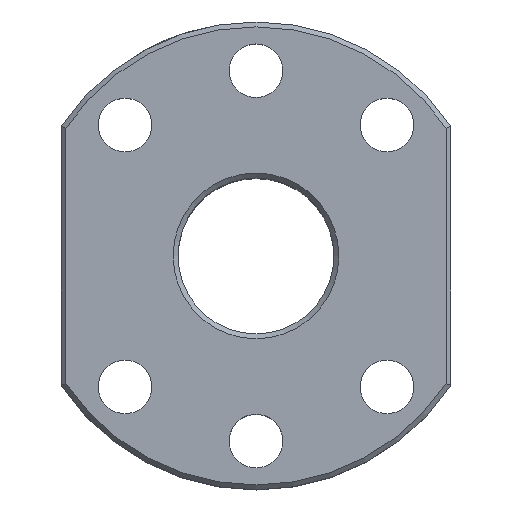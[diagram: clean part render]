
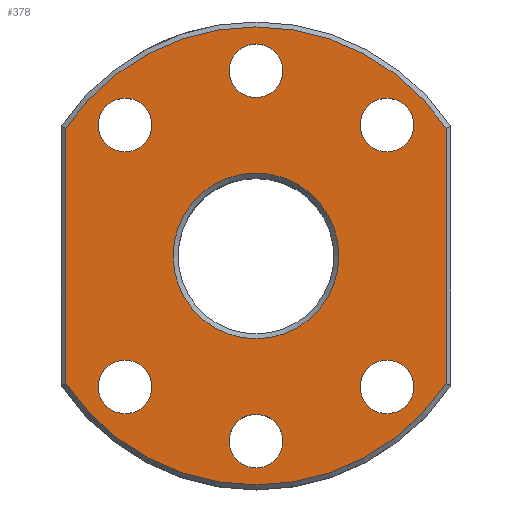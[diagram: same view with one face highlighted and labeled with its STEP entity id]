
A CAD part, top view. The second image highlights one B-rep face of the part: STEP entity #378.
In plain terms, the highlighted planar face has unit normal (0, 0, 1).
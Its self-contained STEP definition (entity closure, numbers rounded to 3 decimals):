
#123=PLANE('',#3423);
#378=ADVANCED_FACE('',(#897,#898,#899,#900,#901,#902,#903,#904),#123,.T.);
#897=FACE_BOUND('',#974,.T.);
#898=FACE_BOUND('',#975,.T.);
#899=FACE_BOUND('',#976,.T.);
#900=FACE_BOUND('',#977,.T.);
#901=FACE_BOUND('',#978,.T.);
#902=FACE_BOUND('',#979,.T.);
#903=FACE_BOUND('',#980,.T.);
#904=FACE_BOUND('',#981,.T.);
#974=EDGE_LOOP('',(#1749,#1750,#1751,#1752));
#975=EDGE_LOOP('',(#1753));
#976=EDGE_LOOP('',(#1754));
#977=EDGE_LOOP('',(#1755));
#978=EDGE_LOOP('',(#1756));
#979=EDGE_LOOP('',(#1757));
#980=EDGE_LOOP('',(#1758));
#981=EDGE_LOOP('',(#1759));
#1211=LINE('',#5113,#1386);
#1212=LINE('',#5117,#1387);
#1386=VECTOR('',#3685,1.);
#1387=VECTOR('',#3688,1.);
#1749=ORIENTED_EDGE('',*,*,#2971,.T.);
#1750=ORIENTED_EDGE('',*,*,#2972,.T.);
#1751=ORIENTED_EDGE('',*,*,#2973,.T.);
#1752=ORIENTED_EDGE('',*,*,#2974,.T.);
#1753=ORIENTED_EDGE('',*,*,#2975,.T.);
#1754=ORIENTED_EDGE('',*,*,#2967,.T.);
#1755=ORIENTED_EDGE('',*,*,#2965,.F.);
#1756=ORIENTED_EDGE('',*,*,#2963,.F.);
#1757=ORIENTED_EDGE('',*,*,#2961,.T.);
#1758=ORIENTED_EDGE('',*,*,#2959,.F.);
#1759=ORIENTED_EDGE('',*,*,#2969,.T.);
#2643=VERTEX_POINT('',#5081);
#2645=VERTEX_POINT('',#5086);
#2647=VERTEX_POINT('',#5091);
#2649=VERTEX_POINT('',#5096);
#2651=VERTEX_POINT('',#5101);
#2653=VERTEX_POINT('',#5106);
#2655=VERTEX_POINT('',#5111);
#2656=VERTEX_POINT('',#5112);
#2657=VERTEX_POINT('',#5114);
#2658=VERTEX_POINT('',#5116);
#2659=VERTEX_POINT('',#5119);
#2959=EDGE_CURVE('',#2643,#2643,#3320,.T.);
#2961=EDGE_CURVE('',#2645,#2645,#3322,.T.);
#2963=EDGE_CURVE('',#2647,#2647,#3324,.T.);
#2965=EDGE_CURVE('',#2649,#2649,#3326,.T.);
#2967=EDGE_CURVE('',#2651,#2651,#3328,.T.);
#2969=EDGE_CURVE('',#2653,#2653,#3330,.T.);
#2971=EDGE_CURVE('',#2655,#2656,#3332,.T.);
#2972=EDGE_CURVE('',#2656,#2657,#1211,.T.);
#2973=EDGE_CURVE('',#2657,#2658,#3333,.T.);
#2974=EDGE_CURVE('',#2658,#2655,#1212,.T.);
#2975=EDGE_CURVE('',#2659,#2659,#3334,.T.);
#3320=CIRCLE('',#3402,2.75);
#3322=CIRCLE('',#3405,2.75);
#3324=CIRCLE('',#3408,2.75);
#3326=CIRCLE('',#3411,2.75);
#3328=CIRCLE('',#3414,2.75);
#3330=CIRCLE('',#3417,2.75);
#3332=CIRCLE('',#3420,23.5);
#3333=CIRCLE('',#3421,23.5);
#3334=CIRCLE('',#3422,8.5);
#3402=AXIS2_PLACEMENT_3D('',#5080,#3647,#3648);
#3405=AXIS2_PLACEMENT_3D('',#5085,#3653,#3654);
#3408=AXIS2_PLACEMENT_3D('',#5090,#3659,#3660);
#3411=AXIS2_PLACEMENT_3D('',#5095,#3665,#3666);
#3414=AXIS2_PLACEMENT_3D('',#5100,#3671,#3672);
#3417=AXIS2_PLACEMENT_3D('',#5105,#3677,#3678);
#3420=AXIS2_PLACEMENT_3D('',#5110,#3683,#3684);
#3421=AXIS2_PLACEMENT_3D('',#5115,#3686,#3687);
#3422=AXIS2_PLACEMENT_3D('',#5118,#3689,#3690);
#3423=AXIS2_PLACEMENT_3D('',#5120,#3691,#3692);
#3647=DIRECTION('',(0.,0.,1.));
#3648=DIRECTION('',(1.,0.,0.));
#3653=DIRECTION('',(0.,0.,-1.));
#3654=DIRECTION('',(1.,0.,0.));
#3659=DIRECTION('',(0.,0.,1.));
#3660=DIRECTION('',(1.,0.,0.));
#3665=DIRECTION('',(0.,0.,1.));
#3666=DIRECTION('',(-1.,0.,0.));
#3671=DIRECTION('',(0.,0.,-1.));
#3672=DIRECTION('',(-1.,0.,0.));
#3677=DIRECTION('',(0.,0.,-1.));
#3678=DIRECTION('',(1.,0.,0.));
#3683=DIRECTION('',(0.,0.,1.));
#3684=DIRECTION('',(1.,0.,0.));
#3685=DIRECTION('',(0.,-1.,0.));
#3686=DIRECTION('',(0.,0.,1.));
#3687=DIRECTION('',(1.,0.,0.));
#3688=DIRECTION('',(0.,1.,0.));
#3689=DIRECTION('',(0.,0.,-1.));
#3690=DIRECTION('',(1.,0.,0.));
#3691=DIRECTION('',(0.,0.,1.));
#3692=DIRECTION('',(1.,0.,0.));
#5080=CARTESIAN_POINT('',(-13.435,13.435,0.));
#5081=CARTESIAN_POINT('',(-10.685,13.435,0.));
#5085=CARTESIAN_POINT('',(-13.435,-13.435,0.));
#5086=CARTESIAN_POINT('',(-10.685,-13.435,0.));
#5090=CARTESIAN_POINT('',(0.,19.,0.));
#5091=CARTESIAN_POINT('',(2.75,19.,0.));
#5095=CARTESIAN_POINT('',(13.435,-13.435,0.));
#5096=CARTESIAN_POINT('',(10.685,-13.435,0.));
#5100=CARTESIAN_POINT('',(13.435,13.435,0.));
#5101=CARTESIAN_POINT('',(10.685,13.435,0.));
#5105=CARTESIAN_POINT('',(0.,-19.,0.));
#5106=CARTESIAN_POINT('',(2.75,-19.,0.));
#5110=CARTESIAN_POINT('',(0.,0.,0.));
#5111=CARTESIAN_POINT('',(19.5,13.115,0.));
#5112=CARTESIAN_POINT('',(-19.5,13.115,0.));
#5113=CARTESIAN_POINT('',(-19.5,-13.266,0.));
#5114=CARTESIAN_POINT('',(-19.5,-13.115,0.));
#5115=CARTESIAN_POINT('',(0.,0.,0.));
#5116=CARTESIAN_POINT('',(19.5,-13.115,0.));
#5117=CARTESIAN_POINT('',(19.5,13.266,0.));
#5118=CARTESIAN_POINT('',(0.,0.,0.));
#5119=CARTESIAN_POINT('',(8.5,0.,0.));
#5120=CARTESIAN_POINT('',(0.,0.,0.));
